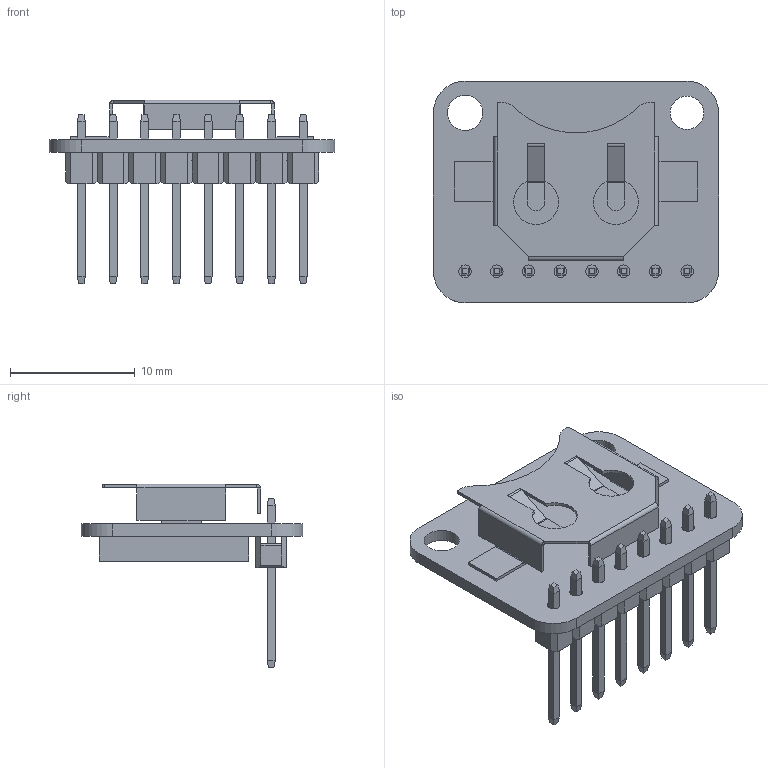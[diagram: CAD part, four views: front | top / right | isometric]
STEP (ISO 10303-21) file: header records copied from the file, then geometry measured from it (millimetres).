
FILE_DESCRIPTION(/* description */ (''),/* implementation_level */ '2;1');
FILE_NAME(/* name */ 'Adafruit_RTC_Breakout_3013.step',/* time_stamp */ '2023-04-19T20:30:18-07:00',/* author */ (''),/* organization */ (''),/* preprocessor_version */ 'ST-DEVELOPER v19.2',/* originating_system */ 'Autodesk Translation Framework v11.17.0.187',/* authorisation */ '');
FILE_SCHEMA (('AUTOMOTIVE_DESIGN { 1 0 10303 214 3 1 1 }'));
Length unit declared in the file: millimetre
Products named in the file (3): Adafruit_RTC_Breakout_3013; 1x4 Male Pin Header; BK-885--3DModel-STEP-1
Assembly tree (3 placements, depth 2):
  Adafruit_RTC_Breakout_3013
    1x4 Male Pin Header  x2
    BK-885--3DModel-STEP-1
Bounding box: 22.86 x 17.78 x 14.71 mm (x, y, z)
Volume: 791.9 mm3; surface area: 1961.4 mm2
Topology: 12 solids, 12 shells, 439 faces, 1098 edges, 684 vertices
Faces by surface type: plane 398, cylinder 41
Full cylindrical faces by diameter (mm): 1 x8, 2.687 x1, 2.823 x1
Entity records: 8230 total; most frequent: CARTESIAN_POINT 1417, ORIENTED_EDGE 1384, DIRECTION 1336, EDGE_CURVE 692, LINE 610, VECTOR 610, VERTEX_POINT 428, AXIS2_PLACEMENT_3D 363
